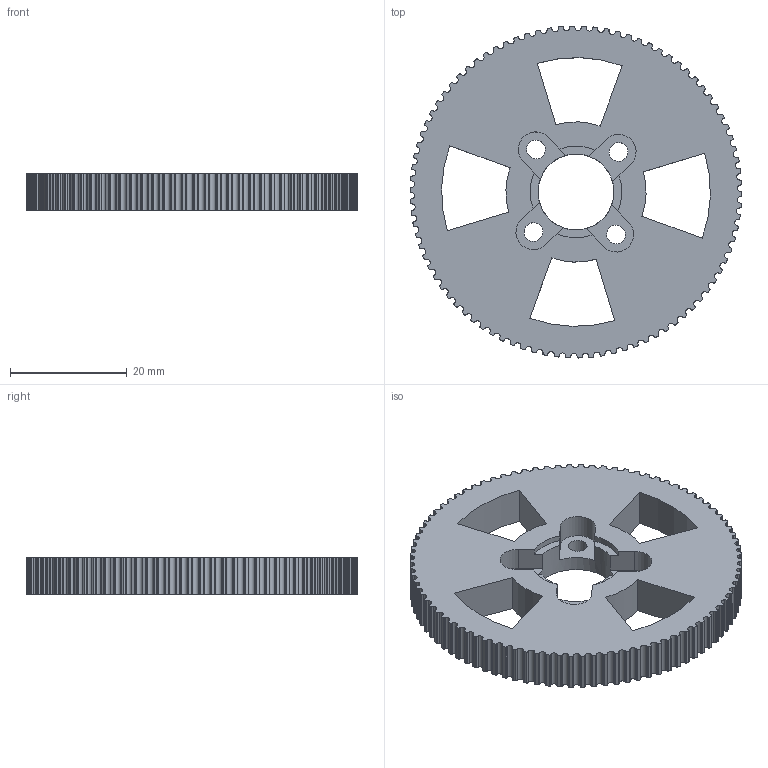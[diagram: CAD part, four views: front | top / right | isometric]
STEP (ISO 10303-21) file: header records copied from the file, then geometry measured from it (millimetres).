
FILE_DESCRIPTION(/* description */ (''),/* implementation_level */ '2;1');
FILE_NAME(/* name */ '',/* time_stamp */ '2025-07-18T09:18:45+08:00',/* author */ (''),/* organization */ (''),/* preprocessor_version */ 'ST-DEVELOPER v20.1',/* originating_system */ 'Autodesk Translation Framework v14.10.0.0',/* authorisation */ '');
FILE_SCHEMA (('AUTOMOTIVE_DESIGN { 1 0 10303 214 3 1 1 }'));
Length unit declared in the file: millimetre
Products named in the file (2): ROBOT; 零部件2
Assembly tree (1 placements, depth 2):
  ROBOT
    零部件2
Bounding box: 56.81 x 56.8 x 6.5 mm (x, y, z)
Volume: 11265.5 mm3; surface area: 6990.3 mm2
Topology: 1 solids, 1 shells, 587 faces, 1755 edges, 1170 vertices
Faces by surface type: cylinder 561, plane 26
Full cylindrical faces by diameter (mm): 3.2 x4, 13 x1
Entity records: 20555 total; most frequent: DIRECTION 4065, CARTESIAN_POINT 3515, ORIENTED_EDGE 3510, EDGE_CURVE 1755, AXIS2_PLACEMENT_3D 1720, VERTEX_POINT 1170, CIRCLE 1130, LINE 625
